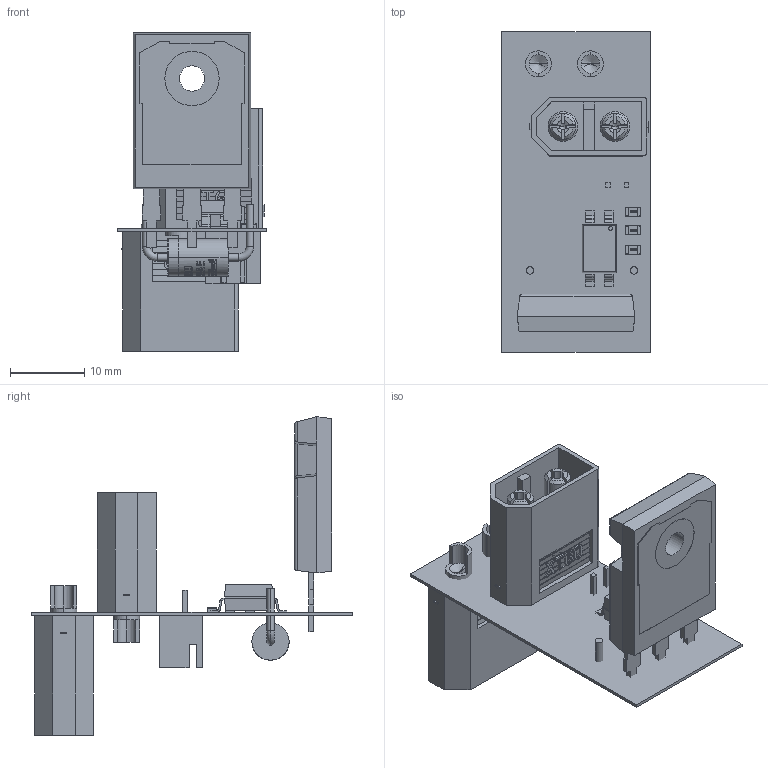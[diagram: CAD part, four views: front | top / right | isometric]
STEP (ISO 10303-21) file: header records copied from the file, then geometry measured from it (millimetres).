
FILE_DESCRIPTION(('Open CASCADE Model'),'2;1');
FILE_NAME('Open CASCADE Shape Model','2024-11-09T00:43:23',('Author'),( 'Open CASCADE'),'Open CASCADE STEP processor 7.5','Open CASCADE 7.5' ,'Unknown');
FILE_SCHEMA(('AUTOMOTIVE_DESIGN { 1 0 10303 214 1 1 1 1 }'));
Length unit declared in the file: millimetre
Products named in the file (18): PCB; Board; Open CASCADE STEP translator 7.5 2.1.1; Q1; TO-247AC_Normal_Size_rev1.1; CN1; XT60_Macho; D1; DO-201AE_Normal_550mil_rev1.0; R4; RES_0805; R3; R2; D2; SW3dPS-4-SMD; CN3; CN2; JST B2B-XH-A
Assembly tree (20 placements, depth 3):
  PCB
    Board
      Open CASCADE STEP translator 7.5 2.1.1
    Q1
      TO-247AC_Normal_Size_rev1.1
    CN1
      XT60_Macho
    D1
      DO-201AE_Normal_550mil_rev1.0
    R4
      RES_0805
    R3
      RES_0805
    R2
      RES_0805
    D2
      SW3dPS-4-SMD
    CN3
      XT60_Macho
    CN2
      JST B2B-XH-A
Bounding box: 20 x 43.1 x 42.81 mm (x, y, z)
Volume: 4383.6 mm3; surface area: 8105.8 mm2
Topology: 23 solids, 23 shells, 1996 faces, 5566 edges, 3775 vertices
Faces by surface type: plane 1357, bspline 427, cylinder 168, cone 40, torus 4
Entity records: 65308 total; most frequent: CARTESIAN_POINT 21537, ORIENTED_EDGE 8244, DIRECTION 6209, EDGE_CURVE 4122, LINE 3133, VECTOR 3133, VERTEX_POINT 2831, FACE_BOUND 1613
